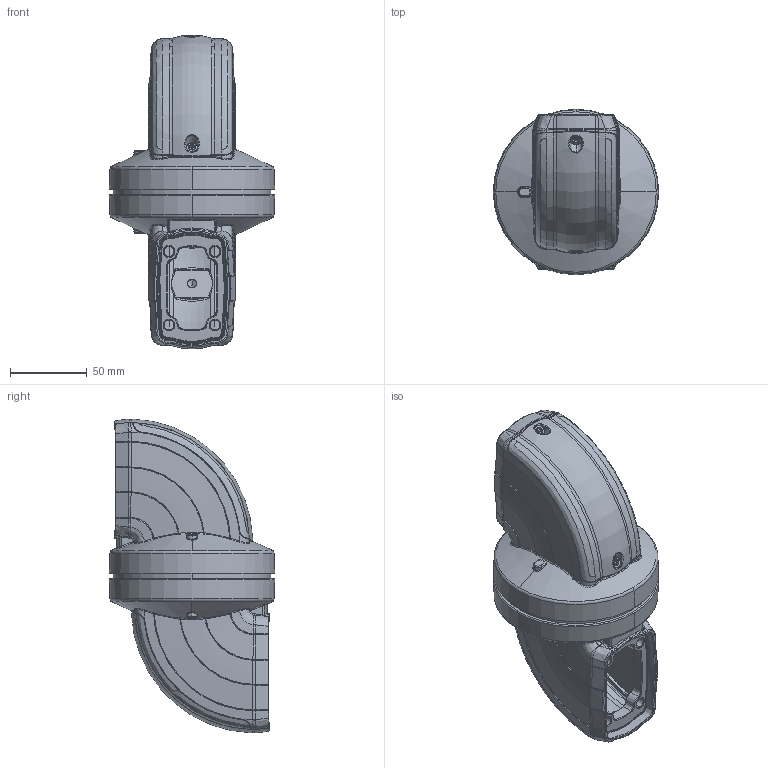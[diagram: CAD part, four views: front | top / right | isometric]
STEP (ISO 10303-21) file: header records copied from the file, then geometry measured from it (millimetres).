
FILE_DESCRIPTION (( 'STEP AP203' ), '1' );
FILE_NAME ('TK045-500.STEP', '2018-09-19T06:18:18', ( '' ), ( '' ), 'SwSTEP 2.0', 'SolidWorks 2018', '' );
FILE_SCHEMA (( 'CONFIG_CONTROL_DESIGN' ));
Length unit declared in the file: millimetre
Products named in the file (1): TK045-500
Bounding box: 107.9 x 107.9 x 204.71 mm (x, y, z)
Volume: 453586.6 mm3; surface area: 153795.6 mm2
Topology: 5 solids, 6 shells, 2128 faces, 5370 edges, 3189 vertices
Faces by surface type: bspline 1244, cone 294, cylinder 232, torus 214, plane 136, sphere 8
Entity records: 133106 total; most frequent: CARTESIAN_POINT 92985, ORIENTED_EDGE 10540, DIRECTION 5502, EDGE_CURVE 5270, VERTEX_POINT 3189, B_SPLINE_CURVE_WITH_KNOTS 2792, AXIS2_PLACEMENT_3D 2485, EDGE_LOOP 2229
